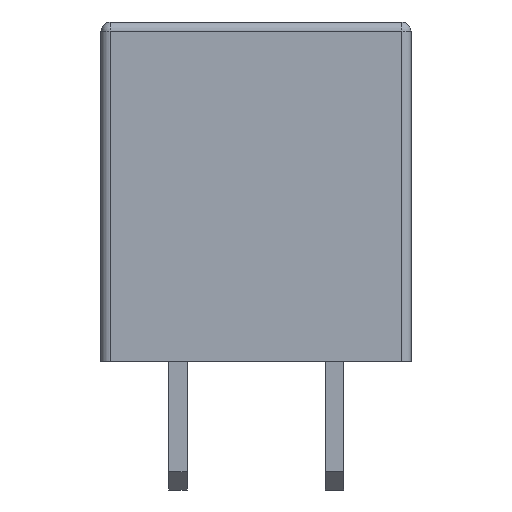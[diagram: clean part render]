
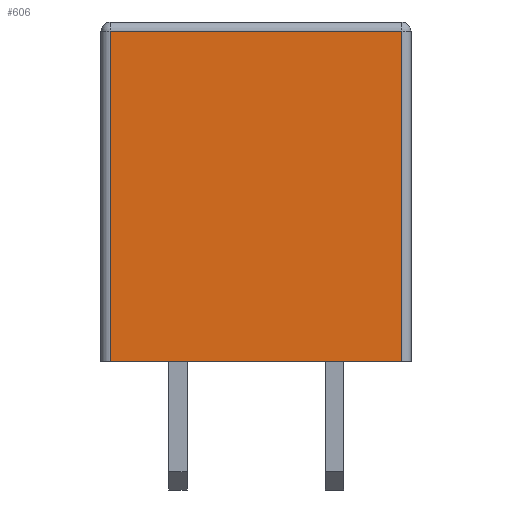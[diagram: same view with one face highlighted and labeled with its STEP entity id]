
A CAD part, left-side view. The second image highlights one B-rep face of the part: STEP entity #606.
In plain terms, the highlighted planar face has unit normal (-1, 0, 0).
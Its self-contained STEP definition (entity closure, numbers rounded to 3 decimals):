
#13=DIRECTION('',(0.,0.,1.));
#27=VECTOR('',#13,1.);
#58=DIRECTION('',(0.,-1.,0.));
#69=DIRECTION('',(1.,0.,0.));
#109=VERTEX_POINT('',#110);
#110=CARTESIAN_POINT('',(-3.04,1.47,0.));
#116=EDGE_CURVE('',#109,#117,#119,.T.);
#117=VERTEX_POINT('',#118);
#118=CARTESIAN_POINT('',(-3.04,-4.86,0.));
#119=LINE('',#120,#121);
#120=CARTESIAN_POINT('',(-3.04,1.67,0.));
#121=VECTOR('',#58,1.);
#575=EDGE_CURVE('',#109,#576,#578,.T.);
#576=VERTEX_POINT('',#577);
#577=CARTESIAN_POINT('',(-3.04,1.47,7.17));
#578=LINE('',#110,#27);
#595=EDGE_CURVE('',#117,#596,#598,.T.);
#596=VERTEX_POINT('',#597);
#597=CARTESIAN_POINT('',(-3.04,-4.86,7.17));
#598=LINE('',#118,#27);
#606=ADVANCED_FACE('',(#607),#615,.F.);
#607=FACE_BOUND('',#608,.F.);
#608=EDGE_LOOP('',(#609,#610,#613,#614));
#609=ORIENTED_EDGE('',*,*,#575,.T.);
#610=ORIENTED_EDGE('',*,*,#611,.T.);
#611=EDGE_CURVE('',#576,#596,#612,.T.);
#612=LINE('',#577,#121);
#613=ORIENTED_EDGE('',*,*,#595,.F.);
#614=ORIENTED_EDGE('',*,*,#116,.F.);
#615=PLANE('',#616);
#616=AXIS2_PLACEMENT_3D('',#120,#69,#58);
